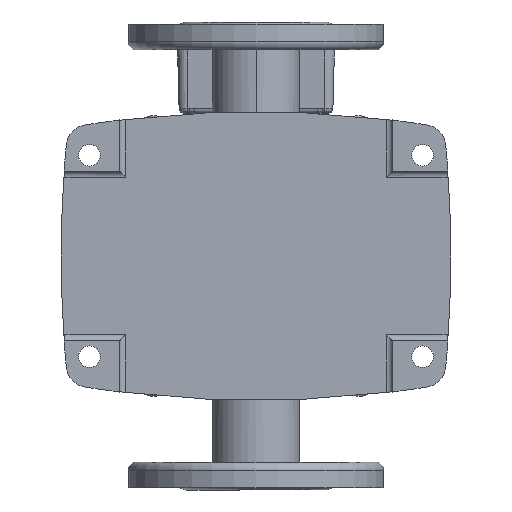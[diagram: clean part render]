
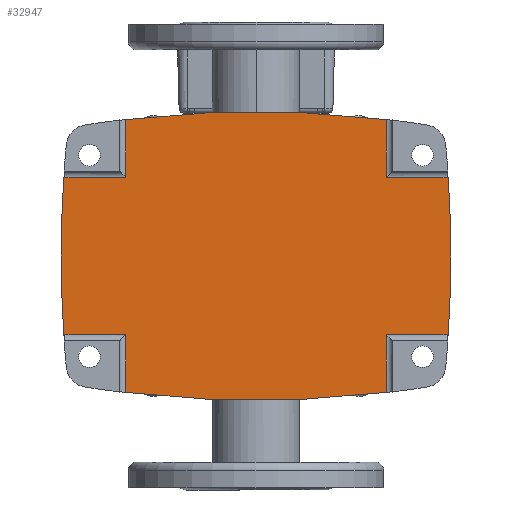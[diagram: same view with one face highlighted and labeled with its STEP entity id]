
A CAD part, front view. The second image highlights one B-rep face of the part: STEP entity #32947.
In plain terms, the highlighted planar face has unit normal (0, -1, 0).
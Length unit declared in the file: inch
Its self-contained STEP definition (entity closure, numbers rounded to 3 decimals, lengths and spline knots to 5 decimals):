
#731 = AXIS2_PLACEMENT_3D ( 'NONE', #15644, #1456, #20794 ) ;
#951 = CARTESIAN_POINT ( 'NONE',  ( -23.10236, 0.19685, 0. ) ) ;
#1198 = VERTEX_POINT ( 'NONE', #32105 ) ;
#1407 = CARTESIAN_POINT ( 'NONE',  ( 0., 0.19685, -4.95031 ) ) ;
#1435 = DIRECTION ( 'NONE',  ( 0., 0., 1. ) ) ;
#1456 = DIRECTION ( 'NONE',  ( 0., -1., 0. ) ) ;
#1511 = CARTESIAN_POINT ( 'NONE',  ( -4.59646, 0.19685, -3.31346 ) ) ;
#1681 = ORIENTED_EDGE ( 'NONE', *, *, #29239, .F. ) ;
#2326 = CARTESIAN_POINT ( 'NONE',  ( -4.59646, 0.19685, 3.31346 ) ) ;
#2725 = FACE_OUTER_BOUND ( 'NONE', #23007, .T. ) ;
#2732 = EDGE_CURVE ( 'NONE', #29856, #34585, #7361, .T. ) ;
#3217 = VERTEX_POINT ( 'NONE', #13598 ) ;
#3417 = CARTESIAN_POINT ( 'NONE',  ( -1.99928, 0.19685, -6.87992 ) ) ;
#3643 = LINE ( 'NONE', #33969, #15427 ) ;
#3894 = DIRECTION ( 'NONE',  ( 0., 1., 0. ) ) ;
#4396 = AXIS2_PLACEMENT_3D ( 'NONE', #24337, #29963, #13222 ) ;
#5270 = VECTOR ( 'NONE', #7619, 39.37008 ) ;
#5475 = ORIENTED_EDGE ( 'NONE', *, *, #16045, .F. ) ;
#5867 = ORIENTED_EDGE ( 'NONE', *, *, #7635, .F. ) ;
#6079 = ORIENTED_EDGE ( 'NONE', *, *, #12294, .T. ) ;
#6319 = VECTOR ( 'NONE', #28814, 39.37008 ) ;
#7078 = VERTEX_POINT ( 'NONE', #8784 ) ;
#7361 = CIRCLE ( 'NONE', #14831, 26.77315 ) ;
#7422 = CARTESIAN_POINT ( 'NONE',  ( -1.99928, 0.19685, -6.87992 ) ) ;
#7619 = DIRECTION ( 'NONE',  ( 1., 0., 0. ) ) ;
#7635 = EDGE_CURVE ( 'NONE', #22603, #29605, #26941, .T. ) ;
#8109 = CARTESIAN_POINT ( 'NONE',  ( -3.46496, 0.19685, 3.31346 ) ) ;
#8294 = ORIENTED_EDGE ( 'NONE', *, *, #14730, .T. ) ;
#8441 = EDGE_CURVE ( 'NONE', #24575, #22603, #18632, .T. ) ;
#8784 = CARTESIAN_POINT ( 'NONE',  ( 1.99928, 0.19685, -3.31346 ) ) ;
#9068 = VERTEX_POINT ( 'NONE', #15417 ) ;
#9861 = CIRCLE ( 'NONE', #13951, 28.05268 ) ;
#10222 = EDGE_CURVE ( 'NONE', #34585, #29605, #25056, .T. ) ;
#10595 = CARTESIAN_POINT ( 'NONE',  ( -3.46496, 0.19685, -3.31346 ) ) ;
#10771 = VECTOR ( 'NONE', #14611, 39.37008 ) ;
#11098 = ORIENTED_EDGE ( 'NONE', *, *, #35563, .F. ) ;
#11553 = AXIS2_PLACEMENT_3D ( 'NONE', #951, #3894, #23443 ) ;
#11620 = CARTESIAN_POINT ( 'NONE',  ( 0., 0.19685, -23.10236 ) ) ;
#11804 = DIRECTION ( 'NONE',  ( 0., -1., 0. ) ) ;
#12294 = EDGE_CURVE ( 'NONE', #7078, #17740, #20567, .T. ) ;
#13222 = DIRECTION ( 'NONE',  ( 0., 0., 1. ) ) ;
#13353 = DIRECTION ( 'NONE',  ( 1., 0., 0. ) ) ;
#13598 = CARTESIAN_POINT ( 'NONE',  ( -1.99928, 0.19685, 3.31346 ) ) ;
#13951 = AXIS2_PLACEMENT_3D ( 'NONE', #11620, #28577, #23104 ) ;
#14271 = DIRECTION ( 'NONE',  ( 0., 0., 1. ) ) ;
#14558 = ORIENTED_EDGE ( 'NONE', *, *, #8441, .F. ) ;
#14594 = VERTEX_POINT ( 'NONE', #33484 ) ;
#14611 = DIRECTION ( 'NONE',  ( 0., 0., 1. ) ) ;
#14730 = EDGE_CURVE ( 'NONE', #9068, #33798, #18090, .T. ) ;
#14831 = AXIS2_PLACEMENT_3D ( 'NONE', #34137, #11804, #17779 ) ;
#15417 = CARTESIAN_POINT ( 'NONE',  ( 0., 0.19685, 4.95031 ) ) ;
#15427 = VECTOR ( 'NONE', #28235, 39.37008 ) ;
#15489 = LINE ( 'NONE', #7422, #27305 ) ;
#15644 = CARTESIAN_POINT ( 'NONE',  ( 0., 0.19685, -23.10236 ) ) ;
#15994 = AXIS2_PLACEMENT_3D ( 'NONE', #3417, #25507, #14271 ) ;
#16045 = EDGE_CURVE ( 'NONE', #24414, #17740, #31530, .T. ) ;
#16451 = ORIENTED_EDGE ( 'NONE', *, *, #27204, .T. ) ;
#16931 = LINE ( 'NONE', #21250, #19034 ) ;
#17082 = VECTOR ( 'NONE', #13353, 39.37008 ) ;
#17315 = CARTESIAN_POINT ( 'NONE',  ( -1.99928, 0.19685, -6.87992 ) ) ;
#17740 = VERTEX_POINT ( 'NONE', #28652 ) ;
#17779 = DIRECTION ( 'NONE',  ( 0., 0., 1. ) ) ;
#18090 = CIRCLE ( 'NONE', #731, 28.05268 ) ;
#18632 = CIRCLE ( 'NONE', #4396, 28.05268 ) ;
#19034 = VECTOR ( 'NONE', #24046, 39.37008 ) ;
#19454 = ORIENTED_EDGE ( 'NONE', *, *, #21662, .T. ) ;
#20020 = PLANE ( 'NONE',  #15994 ) ;
#20330 = AXIS2_PLACEMENT_3D ( 'NONE', #23378, #23250, #20449 ) ;
#20449 = DIRECTION ( 'NONE',  ( 0., 0., 1. ) ) ;
#20567 = LINE ( 'NONE', #1511, #5270 ) ;
#20762 = CARTESIAN_POINT ( 'NONE',  ( -4.59646, 0.19685, -3.31346 ) ) ;
#20794 = DIRECTION ( 'NONE',  ( 0., 0., 1. ) ) ;
#21250 = CARTESIAN_POINT ( 'NONE',  ( -4.59646, 0.19685, 3.31346 ) ) ;
#21638 = LINE ( 'NONE', #23683, #6319 ) ;
#21662 = EDGE_CURVE ( 'NONE', #1198, #7078, #3643, .T. ) ;
#22603 = VERTEX_POINT ( 'NONE', #33768 ) ;
#22882 = ORIENTED_EDGE ( 'NONE', *, *, #23929, .F. ) ;
#23007 = EDGE_LOOP ( 'NONE', ( #28560, #22882, #23519, #33508, #5867, #14558, #1681, #19454, #6079, #5475, #11098, #25927, #16451, #8294 ) ) ;
#23104 = DIRECTION ( 'NONE',  ( 0., 0., 1. ) ) ;
#23250 = DIRECTION ( 'NONE',  ( 0., 1., 0. ) ) ;
#23378 = CARTESIAN_POINT ( 'NONE',  ( 0., 0.19685, 23.10236 ) ) ;
#23443 = DIRECTION ( 'NONE',  ( 0., 0., 1. ) ) ;
#23519 = ORIENTED_EDGE ( 'NONE', *, *, #2732, .T. ) ;
#23683 = CARTESIAN_POINT ( 'NONE',  ( 1.99928, 0.19685, -6.87992 ) ) ;
#23929 = EDGE_CURVE ( 'NONE', #29856, #3217, #33680, .T. ) ;
#24046 = DIRECTION ( 'NONE',  ( 1., 0., 0. ) ) ;
#24050 = DIRECTION ( 'NONE',  ( 1., 0., 0. ) ) ;
#24281 = CARTESIAN_POINT ( 'NONE',  ( 1.99928, 0.19685, 4.87898 ) ) ;
#24337 = CARTESIAN_POINT ( 'NONE',  ( 0., 0.19685, 23.10236 ) ) ;
#24414 = VERTEX_POINT ( 'NONE', #33344 ) ;
#24575 = VERTEX_POINT ( 'NONE', #1407 ) ;
#25056 = LINE ( 'NONE', #20762, #33339 ) ;
#25507 = DIRECTION ( 'NONE',  ( 0., 1., 0. ) ) ;
#25927 = ORIENTED_EDGE ( 'NONE', *, *, #30615, .T. ) ;
#26424 = CARTESIAN_POINT ( 'NONE',  ( -1.99928, 0.19685, 4.87898 ) ) ;
#26941 = LINE ( 'NONE', #17315, #10771 ) ;
#27204 = EDGE_CURVE ( 'NONE', #32900, #9068, #9861, .T. ) ;
#27305 = VECTOR ( 'NONE', #1435, 39.37008 ) ;
#28235 = DIRECTION ( 'NONE',  ( 0., 0., 1. ) ) ;
#28560 = ORIENTED_EDGE ( 'NONE', *, *, #30720, .F. ) ;
#28577 = DIRECTION ( 'NONE',  ( 0., -1., 0. ) ) ;
#28652 = CARTESIAN_POINT ( 'NONE',  ( 3.46496, 0.19685, -3.31346 ) ) ;
#28814 = DIRECTION ( 'NONE',  ( 0., 0., 1. ) ) ;
#29145 = CARTESIAN_POINT ( 'NONE',  ( -1.99928, 0.19685, -3.31346 ) ) ;
#29239 = EDGE_CURVE ( 'NONE', #1198, #24575, #31328, .T. ) ;
#29605 = VERTEX_POINT ( 'NONE', #29145 ) ;
#29856 = VERTEX_POINT ( 'NONE', #8109 ) ;
#29963 = DIRECTION ( 'NONE',  ( 0., 1., 0. ) ) ;
#30615 = EDGE_CURVE ( 'NONE', #14594, #32900, #21638, .T. ) ;
#30720 = EDGE_CURVE ( 'NONE', #3217, #33798, #15489, .T. ) ;
#31328 = CIRCLE ( 'NONE', #20330, 28.05268 ) ;
#31530 = CIRCLE ( 'NONE', #11553, 26.77315 ) ;
#32105 = CARTESIAN_POINT ( 'NONE',  ( 1.99928, 0.19685, -4.87898 ) ) ;
#32900 = VERTEX_POINT ( 'NONE', #24281 ) ;
#32947 = ADVANCED_FACE ( 'NONE', ( #2725 ), #20020, .F. ) ;
#33339 = VECTOR ( 'NONE', #24050, 39.37008 ) ;
#33344 = CARTESIAN_POINT ( 'NONE',  ( 3.46496, 0.19685, 3.31346 ) ) ;
#33484 = CARTESIAN_POINT ( 'NONE',  ( 1.99928, 0.19685, 3.31346 ) ) ;
#33508 = ORIENTED_EDGE ( 'NONE', *, *, #10222, .T. ) ;
#33680 = LINE ( 'NONE', #2326, #17082 ) ;
#33768 = CARTESIAN_POINT ( 'NONE',  ( -1.99928, 0.19685, -4.87898 ) ) ;
#33798 = VERTEX_POINT ( 'NONE', #26424 ) ;
#33969 = CARTESIAN_POINT ( 'NONE',  ( 1.99928, 0.19685, -6.87992 ) ) ;
#34137 = CARTESIAN_POINT ( 'NONE',  ( 23.10236, 0.19685, 0. ) ) ;
#34585 = VERTEX_POINT ( 'NONE', #10595 ) ;
#35563 = EDGE_CURVE ( 'NONE', #14594, #24414, #16931, .T. ) ;
